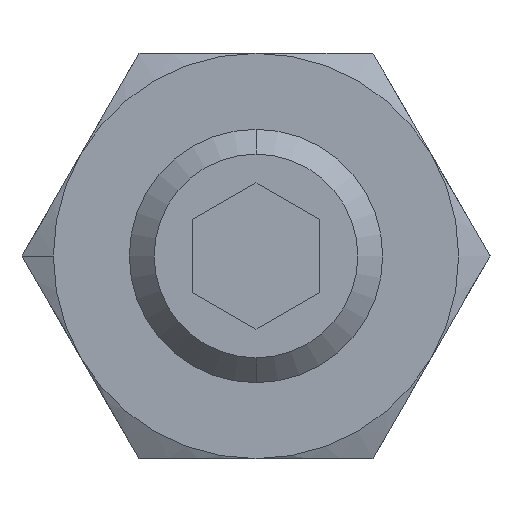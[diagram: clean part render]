
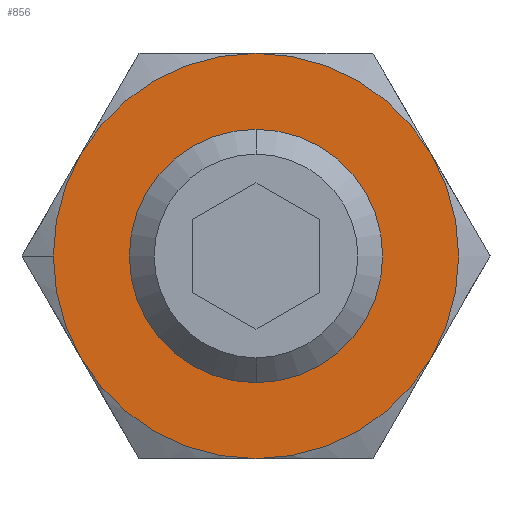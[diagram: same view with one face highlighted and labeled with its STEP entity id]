
A CAD part, front view. The second image highlights one B-rep face of the part: STEP entity #856.
In plain terms, the highlighted planar face has unit normal (0, -1, 0).
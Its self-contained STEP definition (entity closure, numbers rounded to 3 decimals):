
#26 = EDGE_CURVE ( 'NONE', #554, #1135, #1084, .T. ) ;
#90 = CIRCLE ( 'NONE', #476, 4. ) ;
#91 = AXIS2_PLACEMENT_3D ( 'NONE', #1074, #1060, #1047 ) ;
#93 = CIRCLE ( 'NONE', #594, 4. ) ;
#94 = AXIS2_PLACEMENT_3D ( 'NONE', #1072, #1089, #1083 ) ;
#106 = AXIS2_PLACEMENT_3D ( 'NONE', #620, #617, #616 ) ;
#108 = VERTEX_POINT ( 'NONE', #1113 ) ;
#119 = VERTEX_POINT ( 'NONE', #1016 ) ;
#121 = DIRECTION ( 'NONE',  ( -1., 0., 0. ) ) ;
#126 = DIRECTION ( 'NONE',  ( 0., 1., 0. ) ) ;
#130 = CARTESIAN_POINT ( 'NONE',  ( 0., -4.25, 0. ) ) ;
#136 = VERTEX_POINT ( 'NONE', #995 ) ;
#181 = CIRCLE ( 'NONE', #360, 4. ) ;
#194 = DIRECTION ( 'NONE',  ( 0., 0., -1. ) ) ;
#200 = CIRCLE ( 'NONE', #408, 4. ) ;
#228 = DIRECTION ( 'NONE',  ( 0., 1., 0. ) ) ;
#241 = CARTESIAN_POINT ( 'NONE',  ( 0., -4.25, 0. ) ) ;
#246 = ORIENTED_EDGE ( 'NONE', *, *, #791, .F. ) ;
#258 = EDGE_CURVE ( 'NONE', #758, #119, #93, .T. ) ;
#263 = CARTESIAN_POINT ( 'NONE',  ( 0., -4.25, -2.5 ) ) ;
#269 = CARTESIAN_POINT ( 'NONE',  ( 3.464, -4.25, -2. ) ) ;
#360 = AXIS2_PLACEMENT_3D ( 'NONE', #1273, #1158, #1148 ) ;
#361 = FACE_BOUND ( 'NONE', #1122, .T. ) ;
#388 = VERTEX_POINT ( 'NONE', #269 ) ;
#389 = VERTEX_POINT ( 'NONE', #263 ) ;
#405 = EDGE_CURVE ( 'NONE', #136, #758, #90, .T. ) ;
#408 = AXIS2_PLACEMENT_3D ( 'NONE', #130, #126, #121 ) ;
#419 = EDGE_CURVE ( 'NONE', #108, #554, #200, .T. ) ;
#421 = CIRCLE ( 'NONE', #106, 2.5 ) ;
#459 = ORIENTED_EDGE ( 'NONE', *, *, #405, .F. ) ;
#475 = CARTESIAN_POINT ( 'NONE',  ( 0., -4.25, 2.5 ) ) ;
#476 = AXIS2_PLACEMENT_3D ( 'NONE', #241, #228, #194 ) ;
#481 = AXIS2_PLACEMENT_3D ( 'NONE', #890, #887, #886 ) ;
#530 = EDGE_CURVE ( 'NONE', #388, #136, #181, .T. ) ;
#545 = DIRECTION ( 'NONE',  ( 0., 0., -1. ) ) ;
#554 = VERTEX_POINT ( 'NONE', #1033 ) ;
#581 = DIRECTION ( 'NONE',  ( 0., -1., 0. ) ) ;
#594 = AXIS2_PLACEMENT_3D ( 'NONE', #607, #602, #598 ) ;
#598 = DIRECTION ( 'NONE',  ( 0., 0., -1. ) ) ;
#602 = DIRECTION ( 'NONE',  ( 0., 1., 0. ) ) ;
#607 = CARTESIAN_POINT ( 'NONE',  ( 0., -4.25, 0. ) ) ;
#616 = DIRECTION ( 'NONE',  ( 0., 0., -1. ) ) ;
#617 = DIRECTION ( 'NONE',  ( 0., -1., 0. ) ) ;
#620 = CARTESIAN_POINT ( 'NONE',  ( 0., -4.25, 0. ) ) ;
#629 = CARTESIAN_POINT ( 'NONE',  ( 3.464, -4.25, 2. ) ) ;
#637 = FACE_OUTER_BOUND ( 'NONE', #723, .T. ) ;
#710 = CARTESIAN_POINT ( 'NONE',  ( 0., -4.25, 0. ) ) ;
#715 = PLANE ( 'NONE',  #730 ) ;
#722 = ORIENTED_EDGE ( 'NONE', *, *, #980, .F. ) ;
#723 = EDGE_LOOP ( 'NONE', ( #459, #868, #246, #870, #1303, #722, #965 ) ) ;
#730 = AXIS2_PLACEMENT_3D ( 'NONE', #710, #581, #545 ) ;
#736 = AXIS2_PLACEMENT_3D ( 'NONE', #1272, #1271, #1264 ) ;
#746 = ORIENTED_EDGE ( 'NONE', *, *, #794, .F. ) ;
#758 = VERTEX_POINT ( 'NONE', #1160 ) ;
#770 = ORIENTED_EDGE ( 'NONE', *, *, #854, .F. ) ;
#791 = EDGE_CURVE ( 'NONE', #1135, #388, #1110, .T. ) ;
#794 = EDGE_CURVE ( 'NONE', #389, #872, #1041, .T. ) ;
#854 = EDGE_CURVE ( 'NONE', #872, #389, #421, .T. ) ;
#856 = ADVANCED_FACE ( 'NONE', ( #637, #361 ), #715, .T. ) ;
#868 = ORIENTED_EDGE ( 'NONE', *, *, #530, .F. ) ;
#870 = ORIENTED_EDGE ( 'NONE', *, *, #26, .F. ) ;
#872 = VERTEX_POINT ( 'NONE', #475 ) ;
#886 = DIRECTION ( 'NONE',  ( 0., 0., -1. ) ) ;
#887 = DIRECTION ( 'NONE',  ( 0., 1., 0. ) ) ;
#890 = CARTESIAN_POINT ( 'NONE',  ( 0., -4.25, 0. ) ) ;
#965 = ORIENTED_EDGE ( 'NONE', *, *, #258, .F. ) ;
#980 = EDGE_CURVE ( 'NONE', #119, #108, #1002, .T. ) ;
#995 = CARTESIAN_POINT ( 'NONE',  ( 0., -4.25, -4. ) ) ;
#1002 = CIRCLE ( 'NONE', #481, 4. ) ;
#1016 = CARTESIAN_POINT ( 'NONE',  ( -4., -4.25, 0. ) ) ;
#1033 = CARTESIAN_POINT ( 'NONE',  ( 0., -4.25, 4. ) ) ;
#1041 = CIRCLE ( 'NONE', #91, 2.5 ) ;
#1047 = DIRECTION ( 'NONE',  ( 0., 0., -1. ) ) ;
#1060 = DIRECTION ( 'NONE',  ( 0., -1., 0. ) ) ;
#1072 = CARTESIAN_POINT ( 'NONE',  ( 0., -4.25, 0. ) ) ;
#1074 = CARTESIAN_POINT ( 'NONE',  ( 0., -4.25, 0. ) ) ;
#1083 = DIRECTION ( 'NONE',  ( 0., 0., -1. ) ) ;
#1084 = CIRCLE ( 'NONE', #736, 4. ) ;
#1089 = DIRECTION ( 'NONE',  ( 0., 1., 0. ) ) ;
#1110 = CIRCLE ( 'NONE', #94, 4. ) ;
#1113 = CARTESIAN_POINT ( 'NONE',  ( -3.464, -4.25, 2. ) ) ;
#1122 = EDGE_LOOP ( 'NONE', ( #746, #770 ) ) ;
#1135 = VERTEX_POINT ( 'NONE', #629 ) ;
#1148 = DIRECTION ( 'NONE',  ( 0., 0., -1. ) ) ;
#1158 = DIRECTION ( 'NONE',  ( 0., 1., 0. ) ) ;
#1160 = CARTESIAN_POINT ( 'NONE',  ( -3.464, -4.25, -2. ) ) ;
#1264 = DIRECTION ( 'NONE',  ( 0., 0., -1. ) ) ;
#1271 = DIRECTION ( 'NONE',  ( 0., 1., 0. ) ) ;
#1272 = CARTESIAN_POINT ( 'NONE',  ( 0., -4.25, 0. ) ) ;
#1273 = CARTESIAN_POINT ( 'NONE',  ( 0., -4.25, 0. ) ) ;
#1303 = ORIENTED_EDGE ( 'NONE', *, *, #419, .F. ) ;
